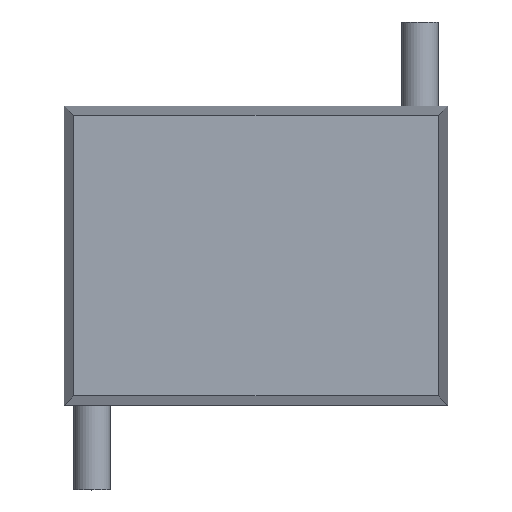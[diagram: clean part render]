
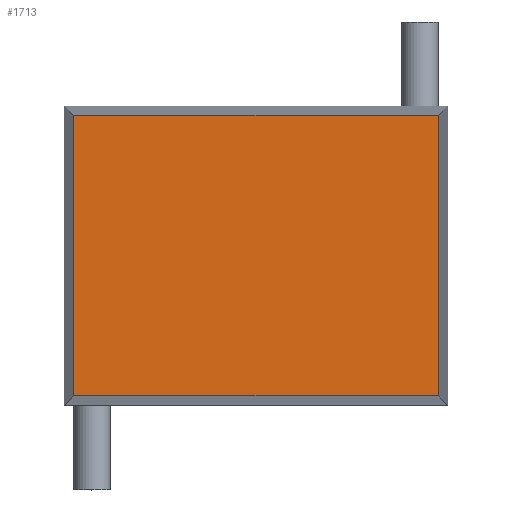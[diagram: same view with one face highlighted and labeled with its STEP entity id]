
A CAD part, top view. The second image highlights one B-rep face of the part: STEP entity #1713.
In plain terms, the highlighted planar face has unit normal (0, 0, 1).
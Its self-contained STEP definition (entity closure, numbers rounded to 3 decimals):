
#1583=CARTESIAN_POINT('',(-2.475,-1.905,4.2));
#1584=VERTEX_POINT('',#1583);
#1585=CARTESIAN_POINT('',(-2.475,1.905,4.2));
#1586=VERTEX_POINT('',#1585);
#1587=CARTESIAN_POINT('',(-2.475,-1.905,4.2));
#1588=DIRECTION('',(0.0,1.0,0.0));
#1589=VECTOR('',#1588,3.81);
#1590=LINE('',#1587,#1589);
#1591=EDGE_CURVE('',#1584,#1586,#1590,.T.);
#1632=CARTESIAN_POINT('',(2.475,1.905,4.2));
#1633=VERTEX_POINT('',#1632);
#1634=CARTESIAN_POINT('',(-2.475,1.905,4.2));
#1635=DIRECTION('',(1.0,0.0,0.0));
#1636=VECTOR('',#1635,4.95);
#1637=LINE('',#1634,#1636);
#1638=EDGE_CURVE('',#1586,#1633,#1637,.T.);
#1663=CARTESIAN_POINT('',(2.475,-1.905,4.2));
#1664=VERTEX_POINT('',#1663);
#1665=CARTESIAN_POINT('',(2.475,1.905,4.2));
#1666=DIRECTION('',(0.0,-1.0,0.0));
#1667=VECTOR('',#1666,3.81);
#1668=LINE('',#1665,#1667);
#1669=EDGE_CURVE('',#1633,#1664,#1668,.T.);
#1692=CARTESIAN_POINT('',(2.475,-1.905,4.2));
#1693=DIRECTION('',(-1.0,0.0,0.0));
#1694=VECTOR('',#1693,4.95);
#1695=LINE('',#1692,#1694);
#1696=EDGE_CURVE('',#1664,#1584,#1695,.T.);
#1702=CARTESIAN_POINT('',(0.0,0.0,4.2));
#1703=DIRECTION('',(0.0,0.0,1.0));
#1704=DIRECTION('',(1.0,0.0,0.0));
#1705=AXIS2_PLACEMENT_3D('',#1702,#1703,#1704);
#1706=PLANE('',#1705);
#1707=ORIENTED_EDGE('',*,*,#1591,.F.);
#1708=ORIENTED_EDGE('',*,*,#1696,.F.);
#1709=ORIENTED_EDGE('',*,*,#1669,.F.);
#1710=ORIENTED_EDGE('',*,*,#1638,.F.);
#1711=EDGE_LOOP('',(#1707,#1708,#1709,#1710));
#1712=FACE_OUTER_BOUND('',#1711,.T.);
#1713=ADVANCED_FACE('',(#1712),#1706,.T.);
